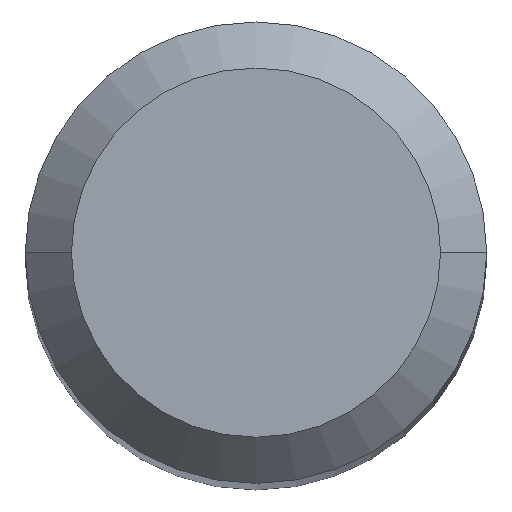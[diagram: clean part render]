
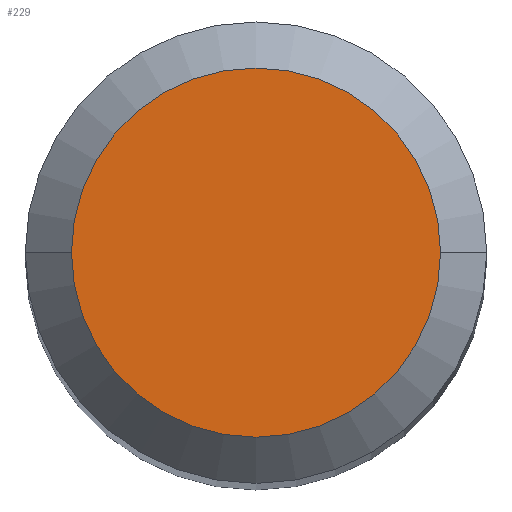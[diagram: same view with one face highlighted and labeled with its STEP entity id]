
A CAD part, top view. The second image highlights one B-rep face of the part: STEP entity #229.
In plain terms, the highlighted planar face has unit normal (0, 0, 1).
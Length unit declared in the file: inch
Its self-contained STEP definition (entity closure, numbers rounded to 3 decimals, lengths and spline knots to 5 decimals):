
#11 = ORIENTED_EDGE ( 'NONE', *, *, #15, .T. ) ;
#15 = EDGE_CURVE ( 'NONE', #265, #298, #51, .T. ) ;
#25 = FACE_OUTER_BOUND ( 'NONE', #356, .T. ) ;
#38 = DIRECTION ( 'NONE',  ( 0., 0., 1. ) ) ;
#44 = CARTESIAN_POINT ( 'NONE',  ( 0.04724, 0., 0. ) ) ;
#51 = CIRCLE ( 'NONE', #149, 0.04724 ) ;
#99 = CARTESIAN_POINT ( 'NONE',  ( 0., 0., 0. ) ) ;
#138 = DIRECTION ( 'NONE',  ( 1., 0., 0. ) ) ;
#149 = AXIS2_PLACEMENT_3D ( 'NONE', #432, #475, #430 ) ;
#152 = EDGE_CURVE ( 'NONE', #298, #265, #386, .T. ) ;
#188 = AXIS2_PLACEMENT_3D ( 'NONE', #99, #38, #138 ) ;
#205 = AXIS2_PLACEMENT_3D ( 'NONE', #481, #442, #483 ) ;
#222 = CARTESIAN_POINT ( 'NONE',  ( -0.04724, 0., 0. ) ) ;
#229 = ADVANCED_FACE ( 'NONE', ( #25 ), #327, .F. ) ;
#265 = VERTEX_POINT ( 'NONE', #44 ) ;
#298 = VERTEX_POINT ( 'NONE', #222 ) ;
#300 = ORIENTED_EDGE ( 'NONE', *, *, #152, .T. ) ;
#327 = PLANE ( 'NONE',  #205 ) ;
#356 = EDGE_LOOP ( 'NONE', ( #300, #11 ) ) ;
#386 = CIRCLE ( 'NONE', #188, 0.04724 ) ;
#430 = DIRECTION ( 'NONE',  ( 1., 0., 0. ) ) ;
#432 = CARTESIAN_POINT ( 'NONE',  ( 0., 0., 0. ) ) ;
#442 = DIRECTION ( 'NONE',  ( 0., 0., -1. ) ) ;
#475 = DIRECTION ( 'NONE',  ( 0., 0., 1. ) ) ;
#481 = CARTESIAN_POINT ( 'NONE',  ( 0., 0., 0. ) ) ;
#483 = DIRECTION ( 'NONE',  ( -1., 0., 0. ) ) ;
